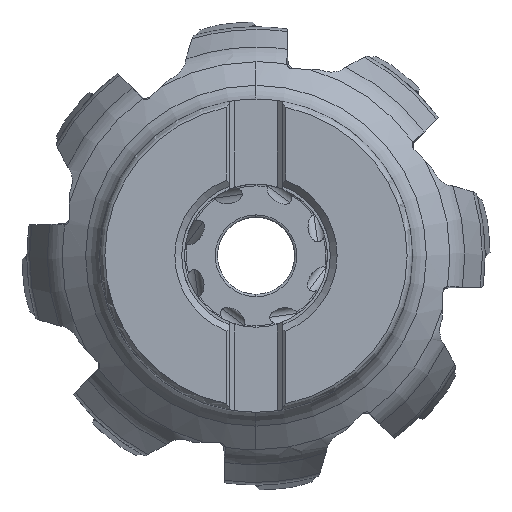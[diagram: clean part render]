
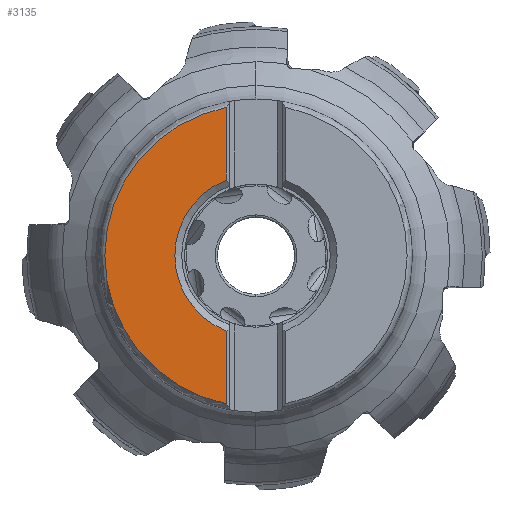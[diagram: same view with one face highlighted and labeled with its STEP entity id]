
A CAD part, top view. The second image highlights one B-rep face of the part: STEP entity #3135.
In plain terms, the highlighted planar face has unit normal (0, 0, 1).
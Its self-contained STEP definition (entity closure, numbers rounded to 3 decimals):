
#269=PLANE('',#19629);
#1186=LINE('',#29945,#2035);
#1187=LINE('',#29946,#2036);
#2035=VECTOR('',#22107,1.);
#2036=VECTOR('',#22108,1.);
#3135=ADVANCED_FACE('',(#4267),#269,.F.);
#4267=FACE_OUTER_BOUND('',#5283,.T.);
#5283=EDGE_LOOP('',(#7994,#7995,#7996,#7997,#7998));
#7994=ORIENTED_EDGE('',*,*,#15758,.F.);
#7995=ORIENTED_EDGE('',*,*,#15759,.F.);
#7996=ORIENTED_EDGE('',*,*,#15757,.F.);
#7997=ORIENTED_EDGE('',*,*,#15756,.F.);
#7998=ORIENTED_EDGE('',*,*,#15760,.F.);
#13710=VERTEX_POINT('',#29916);
#13713=VERTEX_POINT('',#29937);
#13714=VERTEX_POINT('',#29939);
#13715=VERTEX_POINT('',#29943);
#13716=VERTEX_POINT('',#29944);
#15756=EDGE_CURVE('',#13713,#13714,#18360,.T.);
#15757=EDGE_CURVE('',#13714,#13710,#18361,.T.);
#15758=EDGE_CURVE('',#13715,#13716,#18362,.T.);
#15759=EDGE_CURVE('',#13710,#13715,#1186,.T.);
#15760=EDGE_CURVE('',#13716,#13713,#1187,.T.);
#18360=CIRCLE('',#19625,26.834);
#18361=CIRCLE('',#19626,26.834);
#18362=CIRCLE('',#19628,14.4);
#19625=AXIS2_PLACEMENT_3D('',#29938,#22099,#22100);
#19626=AXIS2_PLACEMENT_3D('',#29940,#22101,#22102);
#19628=AXIS2_PLACEMENT_3D('',#29942,#22105,#22106);
#19629=AXIS2_PLACEMENT_3D('',#29947,#22109,#22110);
#22099=DIRECTION('',(0.,0.,-1.));
#22100=DIRECTION('',(-0.196,-0.981,0.));
#22101=DIRECTION('',(0.,0.,-1.));
#22102=DIRECTION('',(-1.,0.002,0.));
#22105=DIRECTION('',(0.,0.,1.));
#22106=DIRECTION('',(-0.365,0.931,0.));
#22107=DIRECTION('',(0.,-1.,0.));
#22108=DIRECTION('',(0.,-1.,0.));
#22109=DIRECTION('',(0.,0.,-1.));
#22110=DIRECTION('',(0.,1.,0.));
#29916=CARTESIAN_POINT('',(-5.262,26.312,0.));
#29937=CARTESIAN_POINT('',(-5.262,-26.312,0.));
#29938=CARTESIAN_POINT('',(0.,0.,0.));
#29939=CARTESIAN_POINT('',(-26.833,0.06,0.));
#29940=CARTESIAN_POINT('',(0.,0.,0.));
#29942=CARTESIAN_POINT('',(0.,0.,0.));
#29943=CARTESIAN_POINT('',(-5.263,13.404,0.));
#29944=CARTESIAN_POINT('',(-5.263,-13.404,0.));
#29945=CARTESIAN_POINT('',(-5.262,26.312,0.));
#29946=CARTESIAN_POINT('',(-5.263,-13.404,0.));
#29947=CARTESIAN_POINT('',(60.,48.,0.));
